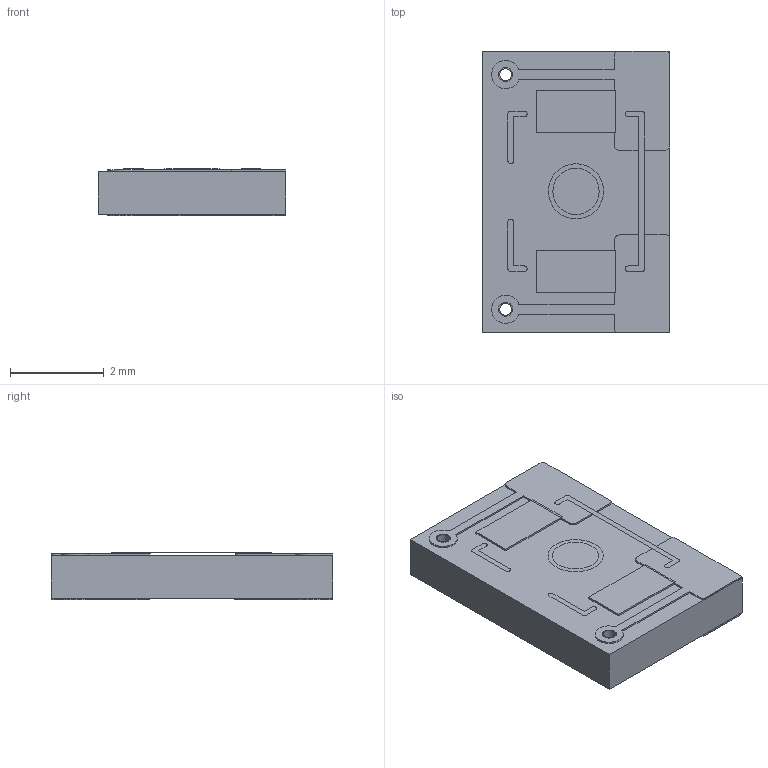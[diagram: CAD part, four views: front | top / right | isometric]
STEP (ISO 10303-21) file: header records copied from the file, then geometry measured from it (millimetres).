
FILE_DESCRIPTION(('KiCad electronic assembly'),'2;1');
FILE_NAME('button_board.step','2025-07-22T06:27:41',('Pcbnew'),('Kicad') ,'Open CASCADE STEP processor 7.8','KiCad to STEP converter','Unknown' );
FILE_SCHEMA(('AUTOMOTIVE_DESIGN { 1 0 10303 214 1 1 1 1 }'));
Length unit declared in the file: millimetre
Products named in the file (6): button_board 1; Button_Breakout_copper; Button_Breakout_pad; Button_Breakout_via; Button_Breakout_silkscreen; Button_Breakout_PCB
Assembly tree (5 placements, depth 2):
  button_board 1
    Button_Breakout_copper
    Button_Breakout_pad
    Button_Breakout_via
    Button_Breakout_silkscreen
    Button_Breakout_PCB
Bounding box: 4 x 6 x 1.02 mm (x, y, z)
Volume: 22.3 mm3; surface area: 105.3 mm2
Topology: 9 solids, 13 shells, 114 faces, 303 edges, 211 vertices
Faces by surface type: plane 95, cylinder 19
Full cylindrical faces by diameter (mm): 0.25 x2, 0.3 x8
Entity records: 3752 total; most frequent: CARTESIAN_POINT 634, DIRECTION 593, ORIENTED_EDGE 579, EDGE_CURVE 303, LINE 253, VECTOR 253, VERTEX_POINT 211, AXIS2_PLACEMENT_3D 170
